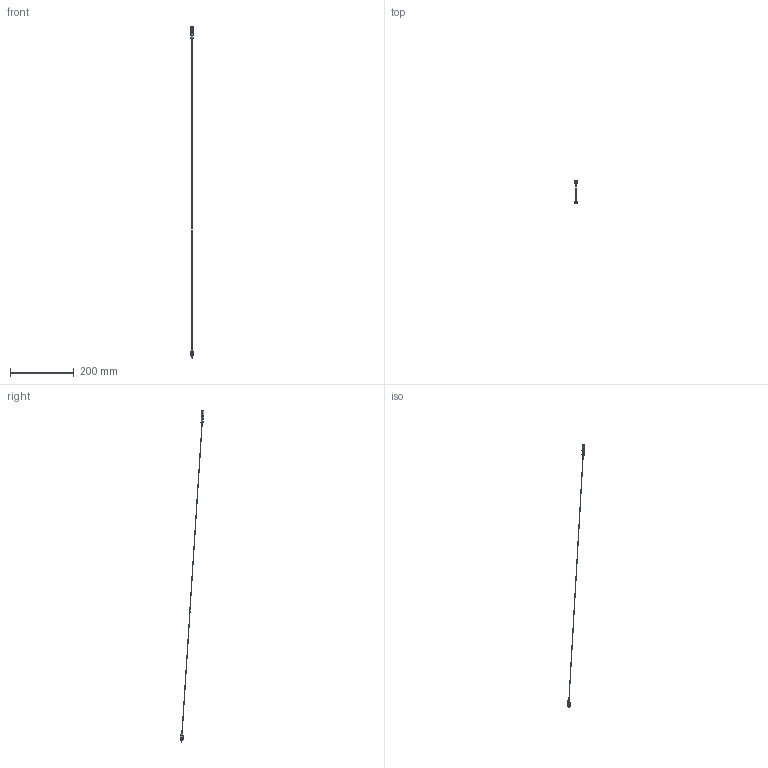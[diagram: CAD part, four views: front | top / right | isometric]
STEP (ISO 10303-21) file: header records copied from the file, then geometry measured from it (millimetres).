
FILE_DESCRIPTION (( 'STEP AP203' ), '1' );
FILE_NAME ('17372-E0W.STEP', '2022-08-16T14:17:37', ( '' ), ( '' ), 'SwSTEP 2.0', 'SolidWorks 2018', '' );
FILE_SCHEMA (( 'CONFIG_CONTROL_DESIGN' ));
Length unit declared in the file: millimetre
Products named in the file (1): 17372-E0W
Bounding box: 9.99 x 74.51 x 1038.72 mm (x, y, z)
Volume: 2934.1 mm3; surface area: 8221.2 mm2
Topology: 12 solids, 12 shells, 530 faces, 1610 edges, 1147 vertices
Faces by surface type: plane 254, cylinder 224, cone 38, bspline 10, torus 4
Entity records: 21569 total; most frequent: CARTESIAN_POINT 7357, ORIENTED_EDGE 3212, DIRECTION 2647, EDGE_CURVE 1606, VERTEX_POINT 1147, AXIS2_PLACEMENT_3D 1062, EDGE_LOOP 637, CIRCLE 541
